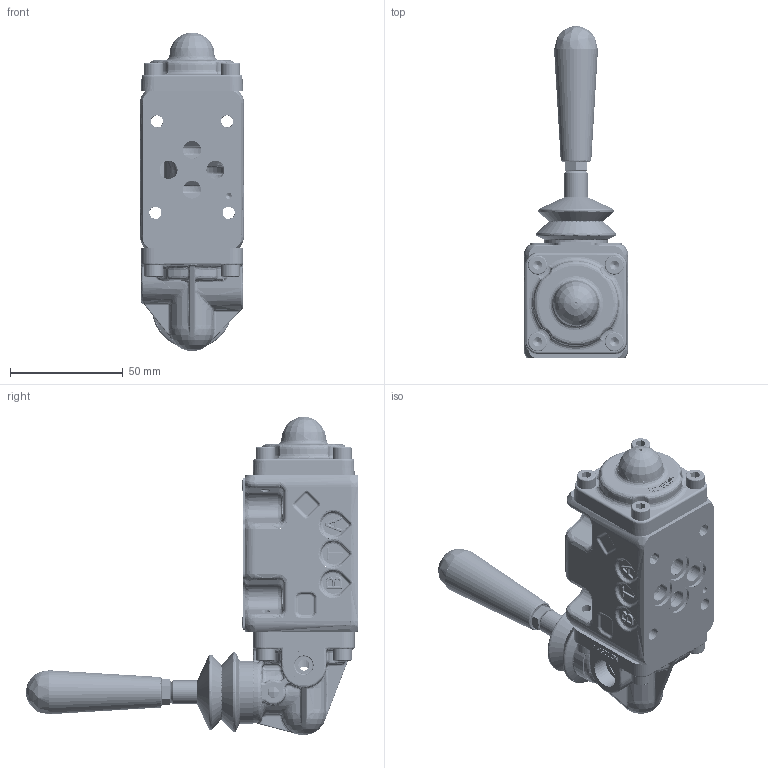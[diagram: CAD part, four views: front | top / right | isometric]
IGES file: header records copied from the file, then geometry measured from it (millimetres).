
Start section: SolidWorks IGES file using analytic representation for surfaces
Global section: file name: AD3L--CZLB4.igs; native system: SolidWorks 2012; preprocessor: SolidWorks 2012; author: serviziopdm; date: 140206.104453; units: millimetre
Bounding box: 46 x 147 x 140.97 mm (x, y, z)
Surface area: 76660.3 mm2 (no closed solid volume)
Topology: 0 solids, 0 shells, 4046 faces, 38463 edges, 38383 vertices
Faces by surface type: bspline 3000, revolution 1046
